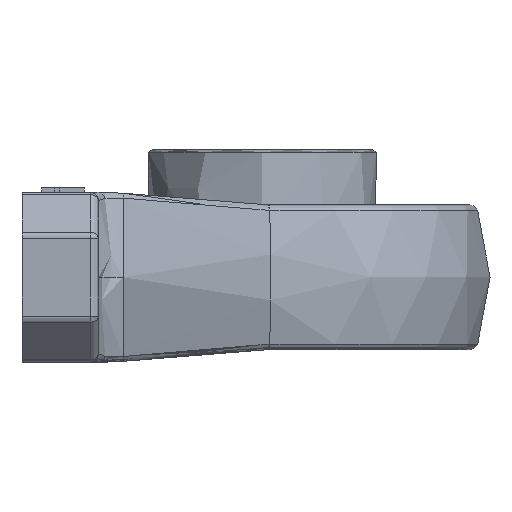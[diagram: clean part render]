
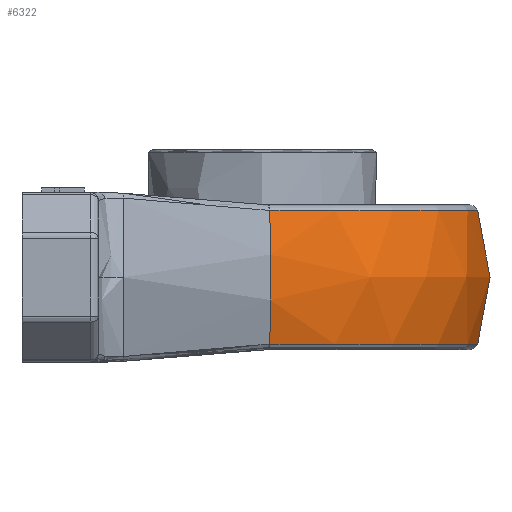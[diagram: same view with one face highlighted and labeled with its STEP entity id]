
A CAD part, left-side view. The second image highlights one B-rep face of the part: STEP entity #6322.
In plain terms, the highlighted free-form (B-spline) face has degree [2, 2] with [3, 5] control points.
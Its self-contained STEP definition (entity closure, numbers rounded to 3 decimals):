
#1452=(
BOUNDED_SURFACE()
B_SPLINE_SURFACE(2,2,((#10488,#10489,#10490,#10491,#10492),(#10493,#10494,
#10495,#10496,#10497),(#10498,#10499,#10500,#10501,#10502)),
 .UNSPECIFIED.,.F.,.F.,.F.)
B_SPLINE_SURFACE_WITH_KNOTS((3,3),(3,2,3),(-0.365,0.365),
(-3.107,-1.571,-0.035),.UNSPECIFIED.)
GEOMETRIC_REPRESENTATION_ITEM()
RATIONAL_B_SPLINE_SURFACE(((1.,0.719,1.,0.719,1.),
(0.934,0.672,0.934,0.672,
0.934),(1.,0.719,1.,0.719,1.)))
REPRESENTATION_ITEM($)
SURFACE()
);
#1620=FACE_OUTER_BOUND($,#2011,.T.);
#2011=EDGE_LOOP($,(#4399,#4400,#4401,#4402));
#2344=CIRCLE($,#6703,22.);
#2371=CIRCLE($,#6744,25.299);
#2373=CIRCLE($,#6746,25.299);
#2374=CIRCLE($,#6747,22.);
#2731=VERTEX_POINT($,#9670);
#2732=VERTEX_POINT($,#9672);
#2766=VERTEX_POINT($,#10480);
#2768=VERTEX_POINT($,#10503);
#3328=EDGE_CURVE($,#2731,#2732,#2344,.T.);
#3392=EDGE_CURVE($,#2732,#2766,#2371,.T.);
#3394=EDGE_CURVE($,#2731,#2768,#2373,.T.);
#3395=EDGE_CURVE($,#2768,#2766,#2374,.T.);
#4399=ORIENTED_EDGE($,*,*,#3328,.F.);
#4400=ORIENTED_EDGE($,*,*,#3394,.T.);
#4401=ORIENTED_EDGE($,*,*,#3395,.T.);
#4402=ORIENTED_EDGE($,*,*,#3392,.F.);
#6322=ADVANCED_FACE($,(#1620),#1452,.F.);
#6703=AXIS2_PLACEMENT_3D($,#9673,#7504,#7505);
#6744=AXIS2_PLACEMENT_3D($,#10486,#7598,#7599);
#6746=AXIS2_PLACEMENT_3D($,#10504,#7602,#7603);
#6747=AXIS2_PLACEMENT_3D($,#10505,#7604,#7605);
#7504=DIRECTION('center_axis',(-0.035,0.999,0.));
#7505=DIRECTION('ref_axis',(-0.933,-0.033,-0.357));
#7598=DIRECTION('center_axis',(0.,0.,1.));
#7599=DIRECTION('ref_axis',(-0.999,-0.035,0.));
#7602=DIRECTION('center_axis',(0.,0.,1.));
#7603=DIRECTION('ref_axis',(-0.999,-0.035,0.));
#7604=DIRECTION('center_axis',(-0.035,-0.999,0.));
#7605=DIRECTION('ref_axis',(0.933,-0.033,-0.357));
#9670=CARTESIAN_POINT('',(-25.284,-0.883,-7.857));
#9672=CARTESIAN_POINT('',(-25.284,-0.883,7.857));
#9673=CARTESIAN_POINT('Origin',(-4.747,-0.166,0.));
#10480=CARTESIAN_POINT('',(25.284,-0.883,7.857));
#10486=CARTESIAN_POINT('Origin',(0.,0.,7.857));
#10488=CARTESIAN_POINT('Ctrl Pts',(25.284,-0.883,
7.857));
#10489=CARTESIAN_POINT('Ctrl Pts',(24.431,-25.299,7.857));
#10490=CARTESIAN_POINT('Ctrl Pts',(0.,-25.299,
7.857));
#10491=CARTESIAN_POINT('Ctrl Pts',(-24.431,-25.299,
7.857));
#10492=CARTESIAN_POINT('Ctrl Pts',(-25.284,-0.883,
7.857));
#10493=CARTESIAN_POINT('Ctrl Pts',(28.286,-0.988,0.));
#10494=CARTESIAN_POINT('Ctrl Pts',(27.332,-28.303,0.));
#10495=CARTESIAN_POINT('Ctrl Pts',(0.,-28.303,
0.));
#10496=CARTESIAN_POINT('Ctrl Pts',(-27.332,-28.303,
0.));
#10497=CARTESIAN_POINT('Ctrl Pts',(-28.286,-0.988,
0.));
#10498=CARTESIAN_POINT('Ctrl Pts',(25.284,-0.883,
-7.857));
#10499=CARTESIAN_POINT('Ctrl Pts',(24.431,-25.299,-7.857));
#10500=CARTESIAN_POINT('Ctrl Pts',(0.,-25.299,
-7.857));
#10501=CARTESIAN_POINT('Ctrl Pts',(-24.431,-25.299,
-7.857));
#10502=CARTESIAN_POINT('Ctrl Pts',(-25.284,-0.883,
-7.857));
#10503=CARTESIAN_POINT('',(25.284,-0.883,-7.857));
#10504=CARTESIAN_POINT('Origin',(0.,0.,-7.857));
#10505=CARTESIAN_POINT('Origin',(4.747,-0.166,0.));
